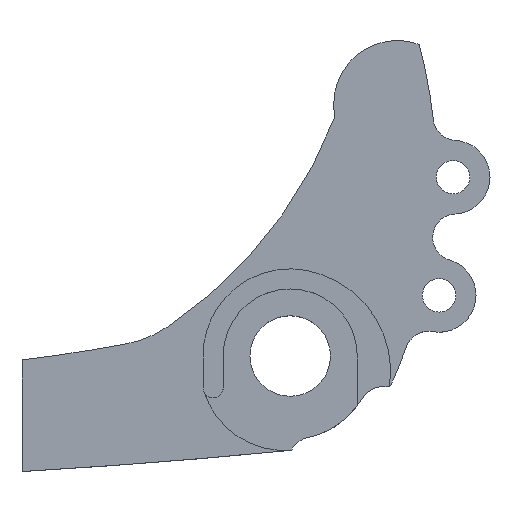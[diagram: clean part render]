
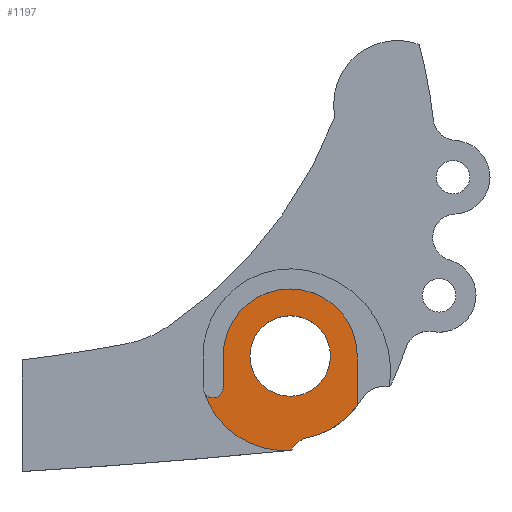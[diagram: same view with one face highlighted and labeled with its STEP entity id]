
A CAD part, top view. The second image highlights one B-rep face of the part: STEP entity #1197.
In plain terms, the highlighted planar face has unit normal (0, 0, 1).
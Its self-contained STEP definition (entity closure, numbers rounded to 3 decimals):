
#16 = DIRECTION ( 'NONE',  ( 1., 0., 0. ) ) ;
#59 = DIRECTION ( 'NONE',  ( 1., 0., 0. ) ) ;
#71 = EDGE_CURVE ( 'NONE', #2050, #679, #1218, .T. ) ;
#84 = ORIENTED_EDGE ( 'NONE', *, *, #293, .F. ) ;
#106 = CARTESIAN_POINT ( 'NONE',  ( 2.647, -12.165, 10.5 ) ) ;
#111 = CARTESIAN_POINT ( 'NONE',  ( 0., 0., 10.5 ) ) ;
#163 = EDGE_LOOP ( 'NONE', ( #484, #84 ) ) ;
#243 = CARTESIAN_POINT ( 'NONE',  ( 0.17, -14.053, 10.5 ) ) ;
#269 = ORIENTED_EDGE ( 'NONE', *, *, #1266, .F. ) ;
#273 = VERTEX_POINT ( 'NONE', #432 ) ;
#275 = CARTESIAN_POINT ( 'NONE',  ( 0., 0., 10.5 ) ) ;
#286 = CIRCLE ( 'NONE', #865, 10. ) ;
#288 = AXIS2_PLACEMENT_3D ( 'NONE', #2039, #1012, #523 ) ;
#293 = EDGE_CURVE ( 'NONE', #1995, #1333, #864, .T. ) ;
#306 = CARTESIAN_POINT ( 'NONE',  ( 0., 0., 10.5 ) ) ;
#320 = ORIENTED_EDGE ( 'NONE', *, *, #2150, .F. ) ;
#330 = AXIS2_PLACEMENT_3D ( 'NONE', #1212, #369, #16 ) ;
#369 = DIRECTION ( 'NONE',  ( 0., 0., -1. ) ) ;
#392 = DIRECTION ( 'NONE',  ( 0., -1., 0. ) ) ;
#420 = CARTESIAN_POINT ( 'NONE',  ( 10., -7.416, 10.5 ) ) ;
#432 = CARTESIAN_POINT ( 'NONE',  ( 10., 0., 10.5 ) ) ;
#457 = PLANE ( 'NONE',  #1412 ) ;
#471 = DIRECTION ( 'NONE',  ( 0., 0., 1. ) ) ;
#484 = ORIENTED_EDGE ( 'NONE', *, *, #2028, .F. ) ;
#523 = DIRECTION ( 'NONE',  ( 1., 0., 0. ) ) ;
#534 = CARTESIAN_POINT ( 'NONE',  ( 6., 0., 10.5 ) ) ;
#539 = AXIS2_PLACEMENT_3D ( 'NONE', #111, #800, #980 ) ;
#586 = CARTESIAN_POINT ( 'NONE',  ( -10., -4.721, 10.5 ) ) ;
#600 = FACE_BOUND ( 'NONE', #163, .T. ) ;
#679 = VERTEX_POINT ( 'NONE', #243 ) ;
#796 = DIRECTION ( 'NONE',  ( 1., 0., 0. ) ) ;
#800 = DIRECTION ( 'NONE',  ( 0., 0., 1. ) ) ;
#863 = CARTESIAN_POINT ( 'NONE',  ( -10., 0., 10.5 ) ) ;
#864 = CIRCLE ( 'NONE', #539, 6. ) ;
#865 = AXIS2_PLACEMENT_3D ( 'NONE', #1831, #1594, #59 ) ;
#866 = ORIENTED_EDGE ( 'NONE', *, *, #1135, .T. ) ;
#899 = CIRCLE ( 'NONE', #1873, 12.45 ) ;
#910 = EDGE_LOOP ( 'NONE', ( #2222, #2242, #269, #2118, #320, #2185, #866 ) ) ;
#918 = CARTESIAN_POINT ( 'NONE',  ( -12.934, -5.163, 10.5 ) ) ;
#980 = DIRECTION ( 'NONE',  ( 1., 0., 0. ) ) ;
#995 = CARTESIAN_POINT ( 'NONE',  ( -6., 0., 10.5 ) ) ;
#1012 = DIRECTION ( 'NONE',  ( 0., 0., 1. ) ) ;
#1074 = EDGE_CURVE ( 'NONE', #1139, #2050, #2161, .T. ) ;
#1100 = CIRCLE ( 'NONE', #2124, 3.679 ) ;
#1135 = EDGE_CURVE ( 'NONE', #1997, #1139, #1277, .T. ) ;
#1139 = VERTEX_POINT ( 'NONE', #586 ) ;
#1154 = DIRECTION ( 'NONE',  ( 0., 0., 1. ) ) ;
#1197 = ADVANCED_FACE ( 'NONE', ( #600, #2013 ), #457, .T. ) ;
#1212 = CARTESIAN_POINT ( 'NONE',  ( -11.5, -4.721, 10.5 ) ) ;
#1218 = CIRCLE ( 'NONE', #1613, 12.656 ) ;
#1228 = DIRECTION ( 'NONE',  ( 0., 0., 1. ) ) ;
#1247 = CARTESIAN_POINT ( 'NONE',  ( -0.838, -1.436, 10.5 ) ) ;
#1263 = VERTEX_POINT ( 'NONE', #106 ) ;
#1266 = EDGE_CURVE ( 'NONE', #1263, #679, #1100, .T. ) ;
#1277 = LINE ( 'NONE', #1605, #2059 ) ;
#1333 = VERTEX_POINT ( 'NONE', #995 ) ;
#1412 = AXIS2_PLACEMENT_3D ( 'NONE', #275, #471, #796 ) ;
#1424 = DIRECTION ( 'NONE',  ( 1., 0., 0. ) ) ;
#1437 = DIRECTION ( 'NONE',  ( 0., -1., 0. ) ) ;
#1506 = VECTOR ( 'NONE', #392, 1000. ) ;
#1532 = VERTEX_POINT ( 'NONE', #420 ) ;
#1581 = CIRCLE ( 'NONE', #288, 6. ) ;
#1593 = CARTESIAN_POINT ( 'NONE',  ( 10., 0., 10.5 ) ) ;
#1594 = DIRECTION ( 'NONE',  ( 0., 0., 1. ) ) ;
#1605 = CARTESIAN_POINT ( 'NONE',  ( -10., 0., 10.5 ) ) ;
#1613 = AXIS2_PLACEMENT_3D ( 'NONE', #1247, #1228, #1424 ) ;
#1650 = EDGE_CURVE ( 'NONE', #1263, #1532, #899, .T. ) ;
#1753 = LINE ( 'NONE', #1593, #1506 ) ;
#1821 = EDGE_CURVE ( 'NONE', #273, #1997, #286, .T. ) ;
#1831 = CARTESIAN_POINT ( 'NONE',  ( 0., 0., 10.5 ) ) ;
#1873 = AXIS2_PLACEMENT_3D ( 'NONE', #306, #1154, #2061 ) ;
#1968 = CARTESIAN_POINT ( 'NONE',  ( 3.429, -15.76, 10.5 ) ) ;
#1995 = VERTEX_POINT ( 'NONE', #534 ) ;
#1997 = VERTEX_POINT ( 'NONE', #863 ) ;
#2002 = DIRECTION ( 'NONE',  ( 0., 0., 1. ) ) ;
#2013 = FACE_OUTER_BOUND ( 'NONE', #910, .T. ) ;
#2028 = EDGE_CURVE ( 'NONE', #1333, #1995, #1581, .T. ) ;
#2039 = CARTESIAN_POINT ( 'NONE',  ( 0., 0., 10.5 ) ) ;
#2050 = VERTEX_POINT ( 'NONE', #918 ) ;
#2059 = VECTOR ( 'NONE', #1437, 1000. ) ;
#2061 = DIRECTION ( 'NONE',  ( 1., 0., 0. ) ) ;
#2118 = ORIENTED_EDGE ( 'NONE', *, *, #1650, .T. ) ;
#2124 = AXIS2_PLACEMENT_3D ( 'NONE', #1968, #2002, #2163 ) ;
#2150 = EDGE_CURVE ( 'NONE', #273, #1532, #1753, .T. ) ;
#2161 = CIRCLE ( 'NONE', #330, 1.5 ) ;
#2163 = DIRECTION ( 'NONE',  ( 1., 0., 0. ) ) ;
#2185 = ORIENTED_EDGE ( 'NONE', *, *, #1821, .T. ) ;
#2222 = ORIENTED_EDGE ( 'NONE', *, *, #1074, .T. ) ;
#2242 = ORIENTED_EDGE ( 'NONE', *, *, #71, .T. ) ;
